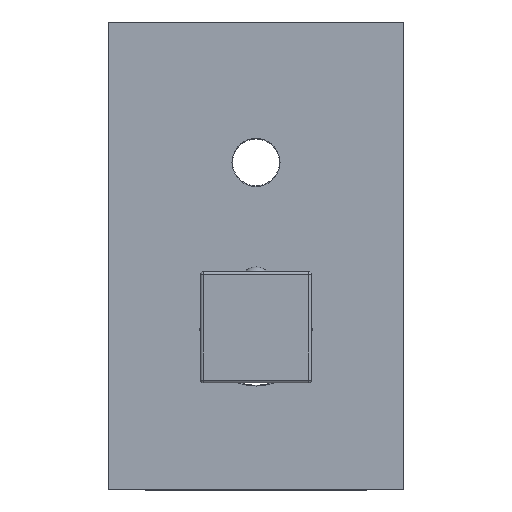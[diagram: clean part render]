
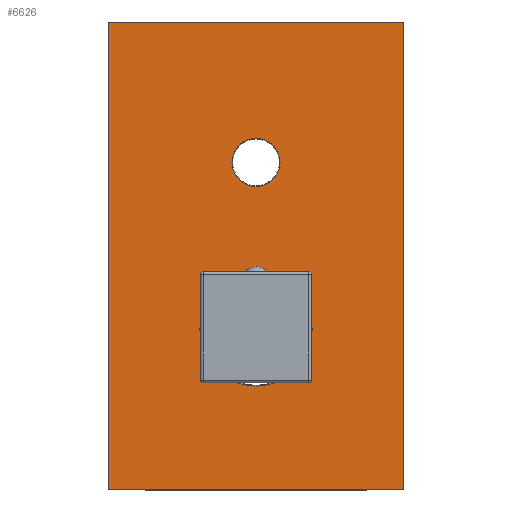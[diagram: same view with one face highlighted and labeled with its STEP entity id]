
A CAD part, top view. The second image highlights one B-rep face of the part: STEP entity #6626.
In plain terms, the highlighted planar face has unit normal (0, 0, 1).
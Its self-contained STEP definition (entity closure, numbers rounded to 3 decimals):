
#5572=DIRECTION('',(0.,1.,0.));
#5573=VECTOR('',#5572,190.);
#5574=CARTESIAN_POINT('',(60.,-66.,-2.));
#5575=LINE('',#5574,#5573);
#5576=DIRECTION('',(1.,0.,0.));
#5577=VECTOR('',#5576,120.);
#5578=CARTESIAN_POINT('',(-60.,-66.,-2.));
#5579=LINE('',#5578,#5577);
#5580=DIRECTION('',(0.,-1.,0.));
#5581=VECTOR('',#5580,190.);
#5582=CARTESIAN_POINT('',(-60.,124.,-2.));
#5583=LINE('',#5582,#5581);
#5584=DIRECTION('',(-1.,0.,0.));
#5585=VECTOR('',#5584,120.);
#5586=CARTESIAN_POINT('',(60.,124.,-2.));
#5587=LINE('',#5586,#5585);
#5588=CARTESIAN_POINT('',(0.,-1.,-2.));
#5589=DIRECTION('',(0.,0.,-1.));
#5590=DIRECTION('',(-1.,0.,0.));
#5591=AXIS2_PLACEMENT_3D('',#5588,#5589,#5590);
#5593=CARTESIAN_POINT('',(0.,-1.,-2.));
#5594=DIRECTION('',(0.,0.,-1.));
#5595=DIRECTION('',(1.,0.,0.));
#5596=AXIS2_PLACEMENT_3D('',#5593,#5594,#5595);
#5598=CARTESIAN_POINT('',(0.,67.,-2.));
#5599=DIRECTION('',(0.,0.,-1.));
#5600=DIRECTION('',(-1.,0.,0.));
#5601=AXIS2_PLACEMENT_3D('',#5598,#5599,#5600);
#5603=CARTESIAN_POINT('',(0.,67.,-2.));
#5604=DIRECTION('',(0.,0.,-1.));
#5605=DIRECTION('',(1.,0.,0.));
#5606=AXIS2_PLACEMENT_3D('',#5603,#5604,#5605);
#5932=CARTESIAN_POINT('',(-22.8,-1.,-2.));
#5933=CARTESIAN_POINT('',(22.8,-1.,-2.));
#5934=VERTEX_POINT('',#5932);
#5935=VERTEX_POINT('',#5933);
#5936=CARTESIAN_POINT('',(-9.75,67.,-2.));
#5937=CARTESIAN_POINT('',(9.75,67.,-2.));
#5938=VERTEX_POINT('',#5936);
#5939=VERTEX_POINT('',#5937);
#5940=CARTESIAN_POINT('',(60.,-66.,-2.));
#5941=CARTESIAN_POINT('',(60.,124.,-2.));
#5942=VERTEX_POINT('',#5940);
#5943=VERTEX_POINT('',#5941);
#5944=CARTESIAN_POINT('',(-60.,124.,-2.));
#5945=VERTEX_POINT('',#5944);
#5946=CARTESIAN_POINT('',(-60.,-66.,-2.));
#5947=VERTEX_POINT('',#5946);
#6603=CARTESIAN_POINT('',(0.,29.,-2.));
#6604=DIRECTION('',(0.,0.,1.));
#6605=DIRECTION('',(-1.,0.,0.));
#6606=AXIS2_PLACEMENT_3D('',#6603,#6604,#6605);
#6607=PLANE('',#6606);
#6608=ORIENTED_EDGE('',*,*,#6423,.F.);
#6609=ORIENTED_EDGE('',*,*,#6531,.F.);
#6610=ORIENTED_EDGE('',*,*,#6266,.F.);
#6611=ORIENTED_EDGE('',*,*,#6314,.F.);
#6612=EDGE_LOOP('',(#6608,#6609,#6610,#6611));
#6613=FACE_OUTER_BOUND('',#6612,.F.);
#6615=ORIENTED_EDGE('',*,*,#6614,.F.);
#6617=ORIENTED_EDGE('',*,*,#6616,.F.);
#6618=EDGE_LOOP('',(#6615,#6617));
#6619=FACE_BOUND('',#6618,.F.);
#6621=ORIENTED_EDGE('',*,*,#6620,.F.);
#6623=ORIENTED_EDGE('',*,*,#6622,.F.);
#6624=EDGE_LOOP('',(#6621,#6623));
#6625=FACE_BOUND('',#6624,.F.);
#6626=ADVANCED_FACE('',(#6613,#6619,#6625),#6607,.T.);
#5592=CIRCLE('',#5591,22.8);
#5597=CIRCLE('',#5596,22.8);
#5602=CIRCLE('',#5601,9.75);
#5607=CIRCLE('',#5606,9.75);
#6266=EDGE_CURVE('',#5945,#5947,#5583,.T.);
#6314=EDGE_CURVE('',#5943,#5945,#5587,.T.);
#6423=EDGE_CURVE('',#5942,#5943,#5575,.T.);
#6531=EDGE_CURVE('',#5947,#5942,#5579,.T.);
#6614=EDGE_CURVE('',#5934,#5935,#5592,.T.);
#6616=EDGE_CURVE('',#5935,#5934,#5597,.T.);
#6620=EDGE_CURVE('',#5938,#5939,#5602,.T.);
#6622=EDGE_CURVE('',#5939,#5938,#5607,.T.);
